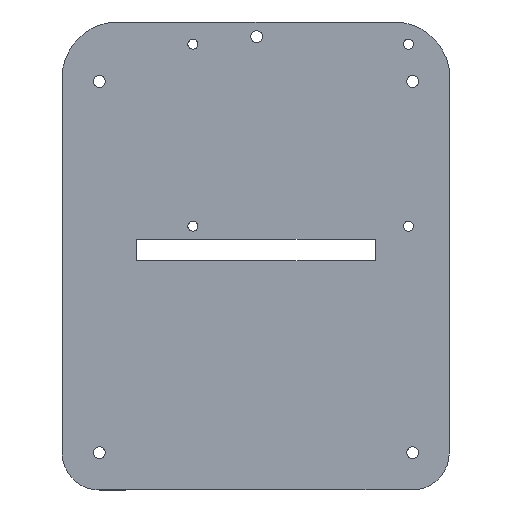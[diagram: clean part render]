
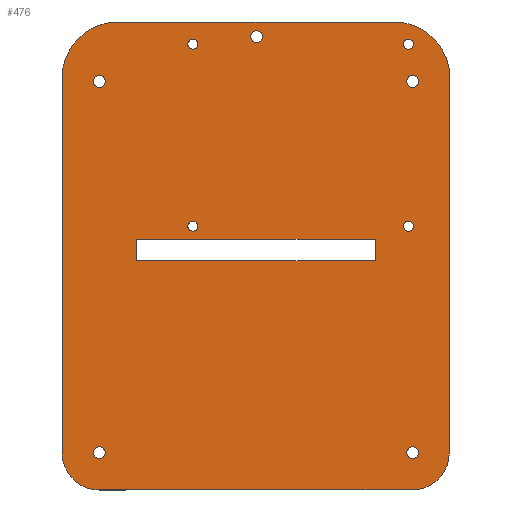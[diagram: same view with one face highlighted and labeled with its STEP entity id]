
A CAD part, top view. The second image highlights one B-rep face of the part: STEP entity #476.
In plain terms, the highlighted planar face has unit normal (0, 0, 1).
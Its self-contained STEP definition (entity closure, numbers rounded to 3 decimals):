
#15=FACE_BOUND('',#90,.T.);
#16=FACE_BOUND('',#91,.T.);
#17=FACE_BOUND('',#92,.T.);
#18=FACE_BOUND('',#93,.T.);
#19=FACE_BOUND('',#94,.T.);
#20=FACE_BOUND('',#95,.T.);
#21=FACE_BOUND('',#96,.T.);
#22=FACE_BOUND('',#97,.T.);
#23=FACE_BOUND('',#98,.T.);
#24=FACE_BOUND('',#99,.T.);
#43=PLANE('',#527);
#66=FACE_OUTER_BOUND('',#89,.T.);
#89=EDGE_LOOP('',(#400,#401,#402,#403,#404,#405,#406,#407));
#90=EDGE_LOOP('',(#408));
#91=EDGE_LOOP('',(#409,#410,#411,#412));
#92=EDGE_LOOP('',(#413));
#93=EDGE_LOOP('',(#414));
#94=EDGE_LOOP('',(#415));
#95=EDGE_LOOP('',(#416));
#96=EDGE_LOOP('',(#417));
#97=EDGE_LOOP('',(#418));
#98=EDGE_LOOP('',(#419));
#99=EDGE_LOOP('',(#420));
#112=LINE('',#676,#149);
#116=LINE('',#684,#153);
#119=LINE('',#690,#156);
#122=LINE('',#695,#159);
#134=LINE('',#752,#171);
#138=LINE('',#764,#175);
#142=LINE('',#776,#179);
#146=LINE('',#788,#183);
#149=VECTOR('',#540,10.);
#153=VECTOR('',#546,10.);
#156=VECTOR('',#551,10.);
#159=VECTOR('',#556,10.);
#171=VECTOR('',#618,10.);
#175=VECTOR('',#630,10.);
#179=VECTOR('',#642,10.);
#183=VECTOR('',#654,10.);
#185=CIRCLE('',#481,1.6);
#188=CIRCLE('',#489,1.35);
#190=CIRCLE('',#492,1.6);
#192=CIRCLE('',#495,1.35);
#194=CIRCLE('',#498,1.35);
#196=CIRCLE('',#501,1.6);
#198=CIRCLE('',#504,1.6);
#200=CIRCLE('',#507,1.35);
#202=CIRCLE('',#510,1.6);
#204=CIRCLE('',#514,10.);
#206=CIRCLE('',#518,10.);
#208=CIRCLE('',#522,15.);
#210=CIRCLE('',#526,15.);
#211=VERTEX_POINT('',#668);
#213=VERTEX_POINT('',#674);
#214=VERTEX_POINT('',#675);
#217=VERTEX_POINT('',#683);
#219=VERTEX_POINT('',#689);
#222=VERTEX_POINT('',#700);
#224=VERTEX_POINT('',#706);
#226=VERTEX_POINT('',#712);
#228=VERTEX_POINT('',#718);
#230=VERTEX_POINT('',#724);
#232=VERTEX_POINT('',#730);
#234=VERTEX_POINT('',#736);
#236=VERTEX_POINT('',#742);
#239=VERTEX_POINT('',#749);
#240=VERTEX_POINT('',#751);
#242=VERTEX_POINT('',#757);
#244=VERTEX_POINT('',#763);
#246=VERTEX_POINT('',#769);
#248=VERTEX_POINT('',#775);
#250=VERTEX_POINT('',#781);
#252=VERTEX_POINT('',#787);
#253=EDGE_CURVE('',#211,#211,#185,.T.);
#256=EDGE_CURVE('',#213,#214,#112,.T.);
#260=EDGE_CURVE('',#214,#217,#116,.T.);
#263=EDGE_CURVE('',#217,#219,#119,.T.);
#266=EDGE_CURVE('',#219,#213,#122,.T.);
#270=EDGE_CURVE('',#222,#222,#188,.T.);
#273=EDGE_CURVE('',#224,#224,#190,.T.);
#276=EDGE_CURVE('',#226,#226,#192,.T.);
#279=EDGE_CURVE('',#228,#228,#194,.T.);
#282=EDGE_CURVE('',#230,#230,#196,.T.);
#285=EDGE_CURVE('',#232,#232,#198,.T.);
#288=EDGE_CURVE('',#234,#234,#200,.T.);
#291=EDGE_CURVE('',#236,#236,#202,.T.);
#294=EDGE_CURVE('',#240,#239,#134,.T.);
#297=EDGE_CURVE('',#242,#240,#204,.T.);
#300=EDGE_CURVE('',#244,#242,#138,.T.);
#303=EDGE_CURVE('',#246,#244,#206,.T.);
#306=EDGE_CURVE('',#248,#246,#142,.T.);
#309=EDGE_CURVE('',#250,#248,#208,.T.);
#312=EDGE_CURVE('',#252,#250,#146,.T.);
#315=EDGE_CURVE('',#239,#252,#210,.T.);
#400=ORIENTED_EDGE('',*,*,#315,.T.);
#401=ORIENTED_EDGE('',*,*,#312,.T.);
#402=ORIENTED_EDGE('',*,*,#309,.T.);
#403=ORIENTED_EDGE('',*,*,#306,.T.);
#404=ORIENTED_EDGE('',*,*,#303,.T.);
#405=ORIENTED_EDGE('',*,*,#300,.T.);
#406=ORIENTED_EDGE('',*,*,#297,.T.);
#407=ORIENTED_EDGE('',*,*,#294,.T.);
#408=ORIENTED_EDGE('',*,*,#253,.T.);
#409=ORIENTED_EDGE('',*,*,#263,.T.);
#410=ORIENTED_EDGE('',*,*,#266,.T.);
#411=ORIENTED_EDGE('',*,*,#256,.T.);
#412=ORIENTED_EDGE('',*,*,#260,.T.);
#413=ORIENTED_EDGE('',*,*,#291,.T.);
#414=ORIENTED_EDGE('',*,*,#288,.T.);
#415=ORIENTED_EDGE('',*,*,#285,.T.);
#416=ORIENTED_EDGE('',*,*,#282,.T.);
#417=ORIENTED_EDGE('',*,*,#279,.T.);
#418=ORIENTED_EDGE('',*,*,#276,.T.);
#419=ORIENTED_EDGE('',*,*,#273,.T.);
#420=ORIENTED_EDGE('',*,*,#270,.T.);
#476=ADVANCED_FACE('',(#66,#15,#16,#17,#18,#19,#20,#21,#22,#23,#24),#43,
 .T.);
#481=AXIS2_PLACEMENT_3D('',#669,#533,#534);
#489=AXIS2_PLACEMENT_3D('',#702,#563,#564);
#492=AXIS2_PLACEMENT_3D('',#708,#570,#571);
#495=AXIS2_PLACEMENT_3D('',#714,#577,#578);
#498=AXIS2_PLACEMENT_3D('',#720,#584,#585);
#501=AXIS2_PLACEMENT_3D('',#726,#591,#592);
#504=AXIS2_PLACEMENT_3D('',#732,#598,#599);
#507=AXIS2_PLACEMENT_3D('',#738,#605,#606);
#510=AXIS2_PLACEMENT_3D('',#744,#612,#613);
#514=AXIS2_PLACEMENT_3D('',#758,#624,#625);
#518=AXIS2_PLACEMENT_3D('',#770,#636,#637);
#522=AXIS2_PLACEMENT_3D('',#782,#648,#649);
#526=AXIS2_PLACEMENT_3D('',#792,#660,#661);
#527=AXIS2_PLACEMENT_3D('',#793,#662,#663);
#533=DIRECTION('center_axis',(0.,0.,-1.));
#534=DIRECTION('ref_axis',(-1.,0.,0.));
#540=DIRECTION('',(1.,0.,0.));
#546=DIRECTION('',(0.,-1.,0.));
#551=DIRECTION('',(-1.,0.,0.));
#556=DIRECTION('',(0.,1.,0.));
#563=DIRECTION('center_axis',(0.,0.,
-1.));
#564=DIRECTION('ref_axis',(1.,0.,0.));
#570=DIRECTION('center_axis',(0.,0.,
-1.));
#571=DIRECTION('ref_axis',(1.,0.,0.));
#577=DIRECTION('center_axis',(0.,0.,
-1.));
#578=DIRECTION('ref_axis',(1.,0.,0.));
#584=DIRECTION('center_axis',(0.,0.,
-1.));
#585=DIRECTION('ref_axis',(1.,0.,0.));
#591=DIRECTION('center_axis',(0.,0.,-1.));
#592=DIRECTION('ref_axis',(1.,0.,0.));
#598=DIRECTION('center_axis',(0.,0.,-1.));
#599=DIRECTION('ref_axis',(1.,0.,0.));
#605=DIRECTION('center_axis',(0.,0.,
-1.));
#606=DIRECTION('ref_axis',(1.,0.,0.));
#612=DIRECTION('center_axis',(0.,0.,-1.));
#613=DIRECTION('ref_axis',(1.,0.,0.));
#618=DIRECTION('',(0.002,1.,0.));
#624=DIRECTION('center_axis',(0.,0.,
1.));
#625=DIRECTION('ref_axis',(0.,-1.,0.));
#630=DIRECTION('',(1.,0.,0.));
#636=DIRECTION('center_axis',(0.,0.,1.));
#637=DIRECTION('ref_axis',(-1.,0.,0.));
#642=DIRECTION('',(0.,-1.,0.));
#648=DIRECTION('center_axis',(0.,0.,
1.));
#649=DIRECTION('ref_axis',(0.,1.,0.));
#654=DIRECTION('',(-1.,0.,0.));
#660=DIRECTION('center_axis',(0.,0.,
1.));
#661=DIRECTION('ref_axis',(1.,-0.002,0.));
#662=DIRECTION('center_axis',(0.,0.,1.));
#663=DIRECTION('ref_axis',(1.,0.,0.));
#668=CARTESIAN_POINT('',(172.774,77.,36.9));
#669=CARTESIAN_POINT('Origin',(171.174,77.,36.9));
#674=CARTESIAN_POINT('',(138.799,22.5,36.9));
#675=CARTESIAN_POINT('',(203.098,22.5,36.9));
#676=CARTESIAN_POINT('',(187.043,22.5,36.9));
#683=CARTESIAN_POINT('',(203.098,16.75,36.9));
#684=CARTESIAN_POINT('',(203.098,17.369,36.9));
#689=CARTESIAN_POINT('',(138.799,16.75,36.9));
#690=CARTESIAN_POINT('',(154.893,16.75,36.9));
#695=CARTESIAN_POINT('',(138.799,20.244,36.9));
#700=CARTESIAN_POINT('',(210.65,75.,36.9));
#702=CARTESIAN_POINT('Origin',(212.,75.,36.9));
#706=CARTESIAN_POINT('',(127.2,64.978,36.9));
#708=CARTESIAN_POINT('Origin',(128.8,64.978,36.9));
#712=CARTESIAN_POINT('',(210.65,26.,36.9));
#714=CARTESIAN_POINT('Origin',(212.,26.,36.9));
#718=CARTESIAN_POINT('',(152.65,75.,36.9));
#720=CARTESIAN_POINT('Origin',(154.,75.,36.9));
#724=CARTESIAN_POINT('',(211.6,-35.,36.9));
#726=CARTESIAN_POINT('Origin',(213.2,-35.,36.9));
#730=CARTESIAN_POINT('',(127.2,-35.,36.9));
#732=CARTESIAN_POINT('Origin',(128.8,-35.,36.9));
#736=CARTESIAN_POINT('',(152.65,26.,36.9));
#738=CARTESIAN_POINT('Origin',(154.,26.,36.9));
#742=CARTESIAN_POINT('',(211.6,64.978,36.9));
#744=CARTESIAN_POINT('Origin',(213.2,64.978,36.9));
#749=CARTESIAN_POINT('',(223.176,65.954,36.9));
#751=CARTESIAN_POINT('',(223.016,-35.016,36.9));
#752=CARTESIAN_POINT('',(223.016,-35.016,36.9));
#757=CARTESIAN_POINT('',(213.016,-45.,36.9));
#758=CARTESIAN_POINT('Origin',(213.016,-35.,36.9));
#763=CARTESIAN_POINT('',(128.8,-45.,36.9));
#764=CARTESIAN_POINT('',(128.8,-45.,36.9));
#769=CARTESIAN_POINT('',(118.8,-35.,36.9));
#770=CARTESIAN_POINT('Origin',(128.8,-35.,36.9));
#775=CARTESIAN_POINT('',(118.8,65.978,36.9));
#776=CARTESIAN_POINT('',(118.8,65.978,36.9));
#781=CARTESIAN_POINT('',(133.8,80.978,36.9));
#782=CARTESIAN_POINT('Origin',(133.8,65.978,36.9));
#787=CARTESIAN_POINT('',(208.176,80.978,36.9));
#788=CARTESIAN_POINT('',(208.176,80.978,36.9));
#792=CARTESIAN_POINT('Origin',(208.176,65.978,36.9));
#793=CARTESIAN_POINT('Origin',(170.988,17.989,36.9));
